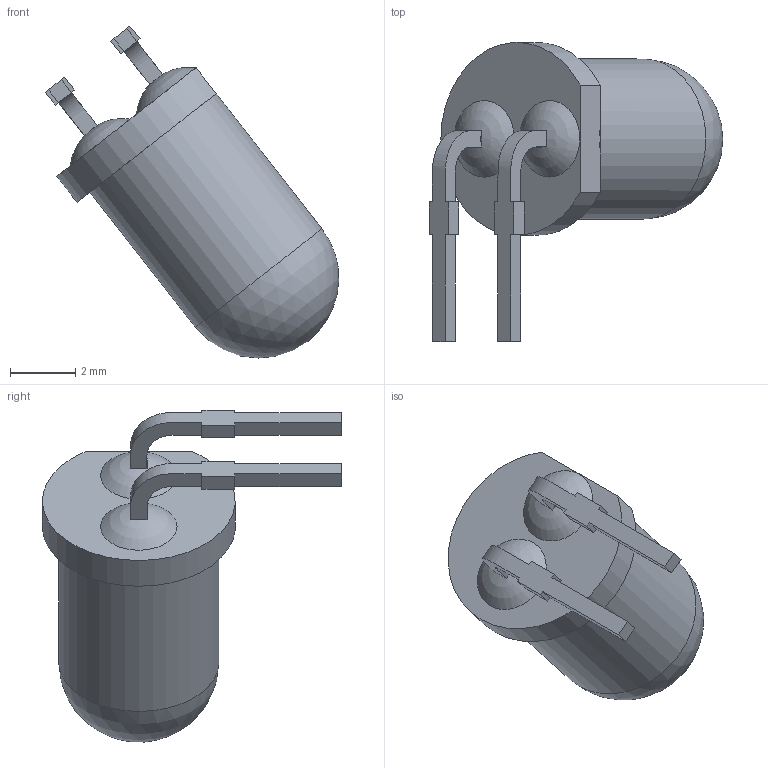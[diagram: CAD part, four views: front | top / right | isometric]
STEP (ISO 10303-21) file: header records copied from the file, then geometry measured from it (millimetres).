
FILE_DESCRIPTION(/* description */ (''),/* implementation_level */ '2;1');
FILE_NAME(/* name */ 'emitter.step',/* time_stamp */ '2019-10-28T00:25:11-04:00',/* author */ (''),/* organization */ (''),/* preprocessor_version */ 'ST-DEVELOPER v18',/* originating_system */ 'Autodesk Translation Framework v8.6.0.1094',/* authorisation */ '');
FILE_SCHEMA (('AUTOMOTIVE_DESIGN { 1 0 10303 214 3 1 1 }'));
Length unit declared in the file: millimetre
Products named in the file (4): Micromouse-gears-wheels; MicromouseV0.0.4; PCB Component; EMITTEREMITTER
Assembly tree (3 placements, depth 4):
  Micromouse-gears-wheels
    MicromouseV0.0.4
      PCB Component
        EMITTEREMITTER
Bounding box: 8.98 x 9.15 x 10.15 mm (x, y, z)
Surface area: 202.7 mm2 (no closed solid volume)
Topology: 0 solids, 3 shells, 34 faces, 101 edges, 70 vertices
Faces by surface type: plane 25, bspline 4, sphere 3, cylinder 2
Full cylindrical faces by diameter (mm): 4.9 x1
Entity records: 2216 total; most frequent: CARTESIAN_POINT 1240, ORIENTED_EDGE 181, DIRECTION 168, EDGE_CURVE 100, VERTEX_POINT 70, LINE 56, VECTOR 56, AXIS2_PLACEMENT_3D 56
